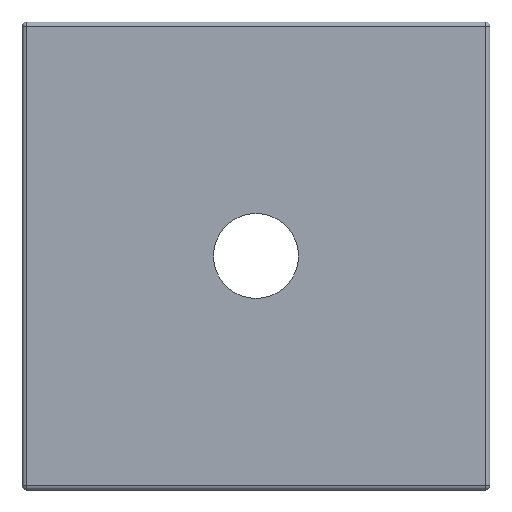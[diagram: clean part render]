
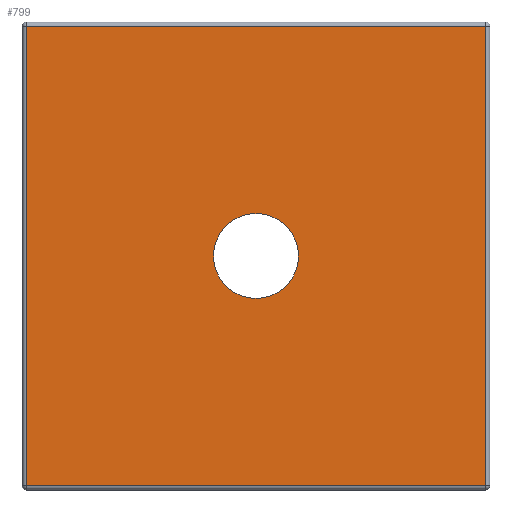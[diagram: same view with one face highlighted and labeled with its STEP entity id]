
A CAD part, top view. The second image highlights one B-rep face of the part: STEP entity #799.
In plain terms, the highlighted face is planar.
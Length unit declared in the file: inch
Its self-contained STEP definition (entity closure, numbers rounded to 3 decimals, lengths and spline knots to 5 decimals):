
#69=CARTESIAN_POINT('',(0.,0.313,0.));
#70=DIRECTION('',(0.,-1.,0.));
#71=DIRECTION('',(0.,0.,1.));
#72=AXIS2_PLACEMENT_3D('',#69,#70,#71);
#74=CARTESIAN_POINT('',(0.,0.313,0.));
#75=DIRECTION('',(0.,-1.,0.));
#76=DIRECTION('',(0.,0.,-1.));
#77=AXIS2_PLACEMENT_3D('',#74,#75,#76);
#79=DIRECTION('',(0.,0.,-1.));
#80=VECTOR('',#79,3.19);
#81=CARTESIAN_POINT('',(1.595,0.313,1.595));
#82=LINE('',#81,#80);
#83=DIRECTION('',(1.,0.,0.));
#84=VECTOR('',#83,3.19);
#85=CARTESIAN_POINT('',(-1.595,0.313,1.595));
#86=LINE('',#85,#84);
#87=DIRECTION('',(0.,0.,1.));
#88=VECTOR('',#87,3.19);
#89=CARTESIAN_POINT('',(-1.595,0.313,-1.595));
#90=LINE('',#89,#88);
#91=DIRECTION('',(-1.,0.,0.));
#92=VECTOR('',#91,3.19);
#93=CARTESIAN_POINT('',(1.595,0.313,-1.595));
#94=LINE('',#93,#92);
#570=CARTESIAN_POINT('',(1.595,0.313,1.595));
#571=CARTESIAN_POINT('',(1.595,0.313,-1.595));
#572=VERTEX_POINT('',#570);
#573=VERTEX_POINT('',#571);
#578=CARTESIAN_POINT('',(-1.595,0.313,-1.595));
#579=VERTEX_POINT('',#578);
#584=CARTESIAN_POINT('',(-1.595,0.313,1.595));
#585=VERTEX_POINT('',#584);
#590=CARTESIAN_POINT('',(0.,0.313,0.295));
#591=CARTESIAN_POINT('',(0.,0.313,-0.295));
#592=VERTEX_POINT('',#590);
#593=VERTEX_POINT('',#591);
#779=CARTESIAN_POINT('',(0.,0.313,0.));
#780=DIRECTION('',(0.,1.,0.));
#781=DIRECTION('',(1.,0.,0.));
#782=AXIS2_PLACEMENT_3D('',#779,#780,#781);
#783=PLANE('',#782);
#784=ORIENTED_EDGE('',*,*,#769,.F.);
#786=ORIENTED_EDGE('',*,*,#785,.F.);
#788=ORIENTED_EDGE('',*,*,#787,.F.);
#790=ORIENTED_EDGE('',*,*,#789,.F.);
#791=EDGE_LOOP('',(#784,#786,#788,#790));
#792=FACE_OUTER_BOUND('',#791,.F.);
#794=ORIENTED_EDGE('',*,*,#793,.F.);
#796=ORIENTED_EDGE('',*,*,#795,.F.);
#797=EDGE_LOOP('',(#794,#796));
#798=FACE_BOUND('',#797,.F.);
#799=ADVANCED_FACE('',(#792,#798),#783,.T.);
#73=CIRCLE('',#72,0.295);
#78=CIRCLE('',#77,0.295);
#769=EDGE_CURVE('',#572,#573,#82,.T.);
#785=EDGE_CURVE('',#585,#572,#86,.T.);
#787=EDGE_CURVE('',#579,#585,#90,.T.);
#789=EDGE_CURVE('',#573,#579,#94,.T.);
#793=EDGE_CURVE('',#592,#593,#73,.T.);
#795=EDGE_CURVE('',#593,#592,#78,.T.);
